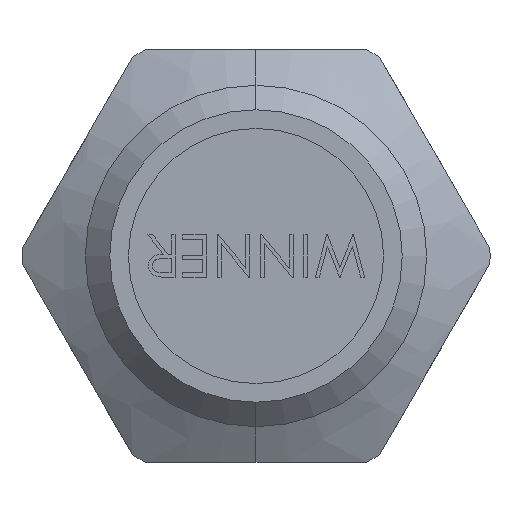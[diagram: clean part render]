
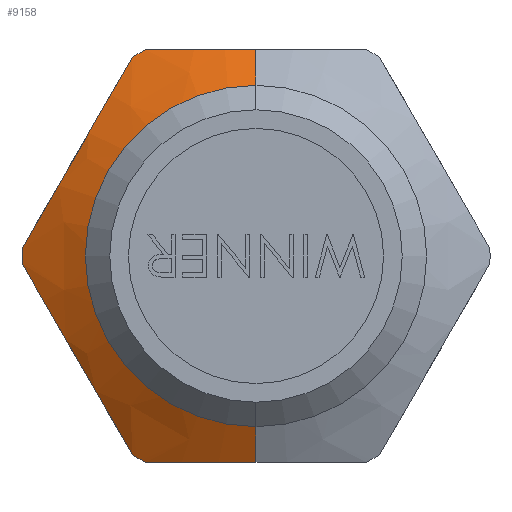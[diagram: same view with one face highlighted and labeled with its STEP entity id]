
A CAD part, left-side view. The second image highlights one B-rep face of the part: STEP entity #9158.
In plain terms, the highlighted conical face has half-angle 60 degrees and reference radius 14.4 mm.
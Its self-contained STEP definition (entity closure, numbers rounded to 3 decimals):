
#16 = CARTESIAN_POINT ( 'NONE',  ( -27.202, 14.392, 0.472 ) ) ;
#123 = DIRECTION ( 'NONE',  ( -1., 0., 0. ) ) ;
#167 = CARTESIAN_POINT ( 'NONE',  ( -27.752, 8.722, 10.293 ) ) ;
#209 = EDGE_CURVE ( 'NONE', #10426, #6560, #2997, .T. ) ;
#252 = EDGE_LOOP ( 'NONE', ( #1384, #1919, #1652, #8614, #4499, #3925, #5818, #1964, #269, #2132 ) ) ;
#269 = ORIENTED_EDGE ( 'NONE', *, *, #6211, .F. ) ;
#371 = CARTESIAN_POINT ( 'NONE',  ( -27.505, 13.836, -1.435 ) ) ;
#823 = CARTESIAN_POINT ( 'NONE',  ( -27.202, 0., 0. ) ) ;
#898 = CARTESIAN_POINT ( 'NONE',  ( -27.501, 5.688, -12.7 ) ) ;
#912 = EDGE_CURVE ( 'NONE', #10426, #9286, #10364, .T. ) ;
#930 = CARTESIAN_POINT ( 'NONE',  ( -28.182, 11.583, 5.338 ) ) ;
#1344 = CARTESIAN_POINT ( 'NONE',  ( -27.202, 0., 0. ) ) ;
#1384 = ORIENTED_EDGE ( 'NONE', *, *, #209, .F. ) ;
#1612 = DIRECTION ( 'NONE',  ( -1., 0., 0. ) ) ;
#1652 = ORIENTED_EDGE ( 'NONE', *, *, #3145, .F. ) ;
#1776 = CIRCLE ( 'NONE', #4417, 14.4 ) ;
#1804 = B_SPLINE_CURVE_WITH_KNOTS ( 'NONE', 3,
 ( #9924, #10770, #9063, #8958, #7243, #1921, #8133, #2801 ),
 .UNSPECIFIED., .F., .F.,
 ( 4, 2, 2, 4 ),
 ( 0.034, 0.037, 0.039, 0.041 ),
 .UNSPECIFIED. ) ;
#1807 = CARTESIAN_POINT ( 'NONE',  ( -28.184, 10.722, 6.83 ) ) ;
#1896 = VERTEX_POINT ( 'NONE', #4169 ) ;
#1919 = ORIENTED_EDGE ( 'NONE', *, *, #912, .T. ) ;
#1921 = CARTESIAN_POINT ( 'NONE',  ( -28.161, 1.146, 12.7 ) ) ;
#1964 = ORIENTED_EDGE ( 'NONE', *, *, #10518, .T. ) ;
#2006 = CARTESIAN_POINT ( 'NONE',  ( -27.202, 14.392, -0.472 ) ) ;
#2066 = CARTESIAN_POINT ( 'NONE',  ( -28.073, 12.139, -4.375 ) ) ;
#2132 = ORIENTED_EDGE ( 'NONE', *, *, #7344, .F. ) ;
#2315 = DIRECTION ( 'NONE',  ( 0., 0., 1. ) ) ;
#2352 = CARTESIAN_POINT ( 'NONE',  ( -29.95, 0., 0. ) ) ;
#2801 = CARTESIAN_POINT ( 'NONE',  ( -28.183, 0., 12.7 ) ) ;
#2852 = EDGE_CURVE ( 'NONE', #6534, #10477, #1776, .T. ) ;
#2997 = CIRCLE ( 'NONE', #11348, 9.64 ) ;
#3145 = EDGE_CURVE ( 'NONE', #1896, #9286, #1804, .T. ) ;
#3198 = DIRECTION ( 'NONE',  ( 0., 0., 1. ) ) ;
#3238 = B_SPLINE_CURVE_WITH_KNOTS ( 'NONE', 3,
 ( #3565, #5334, #11536, #7889, #9625, #7071, #898, #3420 ),
 .UNSPECIFIED., .F., .F.,
 ( 4, 2, 2, 4 ),
 ( 0.02, 0.022, 0.024, 0.027 ),
 .UNSPECIFIED. ) ;
#3256 = VERTEX_POINT ( 'NONE', #7357 ) ;
#3277 = VECTOR ( 'NONE', #7775, 1000. ) ;
#3340 = CARTESIAN_POINT ( 'NONE',  ( -29.95, 0., 9.64 ) ) ;
#3420 = CARTESIAN_POINT ( 'NONE',  ( -27.202, 6.787, -12.7 ) ) ;
#3565 = CARTESIAN_POINT ( 'NONE',  ( -28.183, 0., -12.7 ) ) ;
#3707 = CARTESIAN_POINT ( 'NONE',  ( -28.073, 9.858, 8.325 ) ) ;
#3757 = CARTESIAN_POINT ( 'NONE',  ( -28.09, 9.846, -8.346 ) ) ;
#3925 = ORIENTED_EDGE ( 'NONE', *, *, #2852, .T. ) ;
#4067 = LINE ( 'NONE', #9115, #10872 ) ;
#4169 = CARTESIAN_POINT ( 'NONE',  ( -27.202, 6.787, 12.7 ) ) ;
#4216 = FACE_OUTER_BOUND ( 'NONE', #252, .T. ) ;
#4417 = AXIS2_PLACEMENT_3D ( 'NONE', #10398, #8545, #11286 ) ;
#4499 = ORIENTED_EDGE ( 'NONE', *, *, #10454, .F. ) ;
#4634 = CARTESIAN_POINT ( 'NONE',  ( -28.183, 0., 12.7 ) ) ;
#4924 = EDGE_CURVE ( 'NONE', #1896, #3256, #9107, .T. ) ;
#5005 = B_SPLINE_CURVE_WITH_KNOTS ( 'NONE', 3,
 ( #11021, #5680, #10013, #3757, #10058, #10094, #8350, #2066, #9129, #6478, #371, #10915 ),
 .UNSPECIFIED., .F., .F.,
 ( 4, 2, 2, 2, 2, 4 ),
 ( 0., 0.003, 0.007, 0.009, 0.01, 0.014 ),
 .UNSPECIFIED. ) ;
#5255 = CARTESIAN_POINT ( 'NONE',  ( -28.09, 12.151, 4.354 ) ) ;
#5258 = DIRECTION ( 'NONE',  ( 1., 0., 0. ) ) ;
#5334 = CARTESIAN_POINT ( 'NONE',  ( -28.183, 0.572, -12.7 ) ) ;
#5439 = CARTESIAN_POINT ( 'NONE',  ( -27.202, 0., 0. ) ) ;
#5552 = CARTESIAN_POINT ( 'NONE',  ( -27.202, 14.392, 0.472 ) ) ;
#5680 = CARTESIAN_POINT ( 'NONE',  ( -27.504, 8.16, -11.266 ) ) ;
#5727 = VERTEX_POINT ( 'NONE', #8816 ) ;
#5745 = B_SPLINE_CURVE_WITH_KNOTS ( 'NONE', 3,
 ( #16, #9819, #6230, #5255, #930, #1807, #9882, #3707, #9146, #167, #9964, #8177 ),
 .UNSPECIFIED., .F., .F.,
 ( 4, 2, 2, 2, 2, 4 ),
 ( 0., 0.003, 0.007, 0.009, 0.01, 0.014 ),
 .UNSPECIFIED. ) ;
#5818 = ORIENTED_EDGE ( 'NONE', *, *, #8684, .F. ) ;
#6211 = EDGE_CURVE ( 'NONE', #10648, #10746, #3238, .T. ) ;
#6230 = CARTESIAN_POINT ( 'NONE',  ( -27.751, 13.278, 2.402 ) ) ;
#6478 = CARTESIAN_POINT ( 'NONE',  ( -27.752, 13.275, -2.407 ) ) ;
#6534 = VERTEX_POINT ( 'NONE', #5552 ) ;
#6560 = VERTEX_POINT ( 'NONE', #8683 ) ;
#6612 = DIRECTION ( 'NONE',  ( 0., 0., 1. ) ) ;
#6932 = AXIS2_PLACEMENT_3D ( 'NONE', #5439, #123, #6612 ) ;
#7071 = CARTESIAN_POINT ( 'NONE',  ( -27.748, 4.574, -12.7 ) ) ;
#7114 = AXIS2_PLACEMENT_3D ( 'NONE', #1344, #7565, #3198 ) ;
#7220 = DIRECTION ( 'NONE',  ( 0.5, 0., -0.866 ) ) ;
#7243 = CARTESIAN_POINT ( 'NONE',  ( -28.072, 2.296, 12.7 ) ) ;
#7344 = EDGE_CURVE ( 'NONE', #6560, #10648, #4067, .T. ) ;
#7357 = CARTESIAN_POINT ( 'NONE',  ( -27.202, 7.605, 12.228 ) ) ;
#7565 = DIRECTION ( 'NONE',  ( -1., 0., 0. ) ) ;
#7775 = DIRECTION ( 'NONE',  ( 0.5, 0., 0.866 ) ) ;
#7889 = CARTESIAN_POINT ( 'NONE',  ( -28.072, 2.296, -12.7 ) ) ;
#7962 = AXIS2_PLACEMENT_3D ( 'NONE', #823, #5258, #9739 ) ;
#8133 = CARTESIAN_POINT ( 'NONE',  ( -28.183, 0.572, 12.7 ) ) ;
#8177 = CARTESIAN_POINT ( 'NONE',  ( -27.202, 7.605, 12.228 ) ) ;
#8350 = CARTESIAN_POINT ( 'NONE',  ( -28.162, 11.565, -5.369 ) ) ;
#8545 = DIRECTION ( 'NONE',  ( -1., 0., 0. ) ) ;
#8614 = ORIENTED_EDGE ( 'NONE', *, *, #4924, .T. ) ;
#8683 = CARTESIAN_POINT ( 'NONE',  ( -29.95, 0., -9.64 ) ) ;
#8684 = EDGE_CURVE ( 'NONE', #5727, #10477, #5005, .T. ) ;
#8806 = CONICAL_SURFACE ( 'NONE', #7962, 14.4, 1.047 ) ;
#8816 = CARTESIAN_POINT ( 'NONE',  ( -27.202, 7.605, -12.228 ) ) ;
#8958 = CARTESIAN_POINT ( 'NONE',  ( -28.005, 2.871, 12.7 ) ) ;
#9063 = CARTESIAN_POINT ( 'NONE',  ( -27.748, 4.574, 12.7 ) ) ;
#9107 = CIRCLE ( 'NONE', #7114, 14.4 ) ;
#9115 = CARTESIAN_POINT ( 'NONE',  ( -27.202, 0., -14.4 ) ) ;
#9129 = CARTESIAN_POINT ( 'NONE',  ( -28.007, 12.424, -3.881 ) ) ;
#9146 = CARTESIAN_POINT ( 'NONE',  ( -28.007, 9.573, 8.819 ) ) ;
#9158 = ADVANCED_FACE ( 'NONE', ( #4216 ), #8806, .T. ) ;
#9286 = VERTEX_POINT ( 'NONE', #4634 ) ;
#9422 = CARTESIAN_POINT ( 'NONE',  ( -28.183, 0., -12.7 ) ) ;
#9625 = CARTESIAN_POINT ( 'NONE',  ( -28.005, 2.871, -12.7 ) ) ;
#9739 = DIRECTION ( 'NONE',  ( 0., 0., -1. ) ) ;
#9819 = CARTESIAN_POINT ( 'NONE',  ( -27.504, 13.837, 1.434 ) ) ;
#9882 = CARTESIAN_POINT ( 'NONE',  ( -28.162, 10.432, 7.331 ) ) ;
#9924 = CARTESIAN_POINT ( 'NONE',  ( -27.202, 6.787, 12.7 ) ) ;
#9964 = CARTESIAN_POINT ( 'NONE',  ( -27.505, 8.161, 11.265 ) ) ;
#10013 = CARTESIAN_POINT ( 'NONE',  ( -27.751, 8.719, -10.298 ) ) ;
#10058 = CARTESIAN_POINT ( 'NONE',  ( -28.182, 10.414, -7.362 ) ) ;
#10094 = CARTESIAN_POINT ( 'NONE',  ( -28.184, 11.275, -5.87 ) ) ;
#10364 = LINE ( 'NONE', #11338, #3277 ) ;
#10398 = CARTESIAN_POINT ( 'NONE',  ( -27.202, 0., 0. ) ) ;
#10426 = VERTEX_POINT ( 'NONE', #3340 ) ;
#10454 = EDGE_CURVE ( 'NONE', #6534, #3256, #5745, .T. ) ;
#10477 = VERTEX_POINT ( 'NONE', #2006 ) ;
#10518 = EDGE_CURVE ( 'NONE', #5727, #10746, #10596, .T. ) ;
#10596 = CIRCLE ( 'NONE', #6932, 14.4 ) ;
#10648 = VERTEX_POINT ( 'NONE', #9422 ) ;
#10746 = VERTEX_POINT ( 'NONE', #11165 ) ;
#10770 = CARTESIAN_POINT ( 'NONE',  ( -27.501, 5.688, 12.7 ) ) ;
#10872 = VECTOR ( 'NONE', #7220, 1000. ) ;
#10915 = CARTESIAN_POINT ( 'NONE',  ( -27.202, 14.392, -0.472 ) ) ;
#11021 = CARTESIAN_POINT ( 'NONE',  ( -27.202, 7.605, -12.228 ) ) ;
#11165 = CARTESIAN_POINT ( 'NONE',  ( -27.202, 6.787, -12.7 ) ) ;
#11286 = DIRECTION ( 'NONE',  ( 0., 0., 1. ) ) ;
#11338 = CARTESIAN_POINT ( 'NONE',  ( -27.202, 0., 14.4 ) ) ;
#11348 = AXIS2_PLACEMENT_3D ( 'NONE', #2352, #1612, #2315 ) ;
#11536 = CARTESIAN_POINT ( 'NONE',  ( -28.161, 1.146, -12.7 ) ) ;
